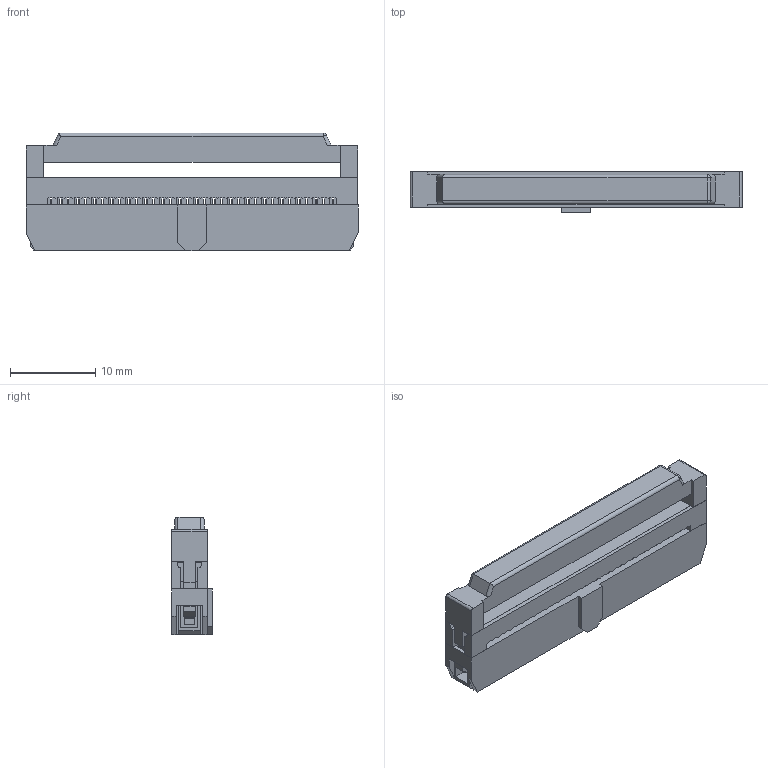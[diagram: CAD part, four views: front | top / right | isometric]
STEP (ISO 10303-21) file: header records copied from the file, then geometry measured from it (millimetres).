
FILE_DESCRIPTION( ( 'Unknown' ), '1' );
FILE_NAME( '62503423021.stp', 'Unknown', ( 'Unknown' ), ( 'Unknown' ), 'PSStep 15.0.49', 'Unknown', ' ' );
FILE_SCHEMA( ( 'AUTOMOTIVE_DESIGN { 1 0 10303 214 1 1 1 1 }' ) );
Length unit declared in the file: millimetre
Products named in the file (5): Assem1; 6250xx23021_PIN; 61203423021; 61203423021_PAD; 61203423021_Strain_relief
Assembly tree (37 placements, depth 2):
  Assem1
    6250xx23021_PIN  x34
    61203423021
    61203423021_PAD
    61203423021_Strain_relief
Bounding box: 39 x 4.8 x 13.85 mm (x, y, z)
Volume: 1571.2 mm3; surface area: 3960.5 mm2
Topology: 37 solids, 37 shells, 2079 faces, 5847 edges, 3836 vertices
Faces by surface type: plane 1456, cylinder 621, sphere 2
Entity records: 32785 total; most frequent: CARTESIAN_POINT 4604, ORIENTED_EDGE 4562, DIRECTION 4191, EDGE_CURVE 2281, LINE 2097, VECTOR 2097, VERTEX_POINT 1460, AXIS2_PLACEMENT_3D 1047
